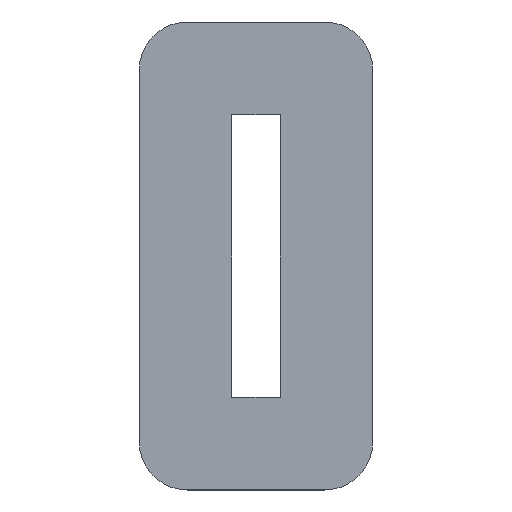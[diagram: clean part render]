
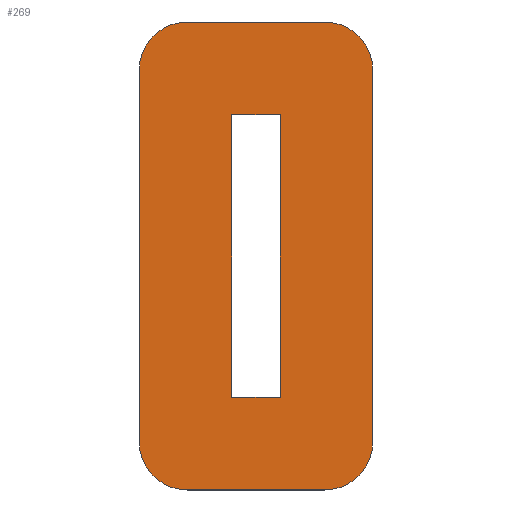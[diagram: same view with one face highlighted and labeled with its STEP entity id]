
A CAD part, top view. The second image highlights one B-rep face of the part: STEP entity #269.
In plain terms, the highlighted planar face has unit normal (0, 0, 1).
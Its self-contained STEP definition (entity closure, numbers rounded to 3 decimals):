
#15=FACE_BOUND('',#56,.T.);
#18=CIRCLE('',#292,10.2);
#20=CIRCLE('',#296,10.2);
#22=CIRCLE('',#300,10.2);
#24=CIRCLE('',#304,10.2);
#41=FACE_OUTER_BOUND('',#55,.T.);
#55=EDGE_LOOP('',(#223,#224,#225,#226,#227,#228,#229,#230));
#56=EDGE_LOOP('',(#231,#232,#233,#234));
#61=LINE('',#389,#89);
#64=LINE('',#395,#92);
#67=LINE('',#401,#95);
#70=LINE('',#405,#98);
#73=LINE('',#413,#101);
#77=LINE('',#425,#105);
#81=LINE('',#437,#109);
#85=LINE('',#449,#113);
#89=VECTOR('',#313,10.);
#92=VECTOR('',#318,10.);
#95=VECTOR('',#323,10.);
#98=VECTOR('',#328,10.);
#101=VECTOR('',#333,10.);
#105=VECTOR('',#345,10.);
#109=VECTOR('',#357,10.);
#113=VECTOR('',#369,10.);
#117=VERTEX_POINT('',#386);
#118=VERTEX_POINT('',#388);
#120=VERTEX_POINT('',#394);
#122=VERTEX_POINT('',#400);
#125=VERTEX_POINT('',#410);
#126=VERTEX_POINT('',#412);
#128=VERTEX_POINT('',#418);
#130=VERTEX_POINT('',#424);
#132=VERTEX_POINT('',#430);
#134=VERTEX_POINT('',#436);
#136=VERTEX_POINT('',#442);
#138=VERTEX_POINT('',#448);
#141=EDGE_CURVE('',#118,#117,#61,.T.);
#144=EDGE_CURVE('',#120,#118,#64,.T.);
#147=EDGE_CURVE('',#122,#120,#67,.T.);
#150=EDGE_CURVE('',#117,#122,#70,.T.);
#153=EDGE_CURVE('',#126,#125,#73,.T.);
#156=EDGE_CURVE('',#128,#126,#18,.T.);
#159=EDGE_CURVE('',#130,#128,#77,.T.);
#162=EDGE_CURVE('',#132,#130,#20,.T.);
#165=EDGE_CURVE('',#134,#132,#81,.T.);
#168=EDGE_CURVE('',#136,#134,#22,.T.);
#171=EDGE_CURVE('',#138,#136,#85,.T.);
#174=EDGE_CURVE('',#125,#138,#24,.T.);
#223=ORIENTED_EDGE('',*,*,#174,.T.);
#224=ORIENTED_EDGE('',*,*,#171,.T.);
#225=ORIENTED_EDGE('',*,*,#168,.T.);
#226=ORIENTED_EDGE('',*,*,#165,.T.);
#227=ORIENTED_EDGE('',*,*,#162,.T.);
#228=ORIENTED_EDGE('',*,*,#159,.T.);
#229=ORIENTED_EDGE('',*,*,#156,.T.);
#230=ORIENTED_EDGE('',*,*,#153,.T.);
#231=ORIENTED_EDGE('',*,*,#150,.T.);
#232=ORIENTED_EDGE('',*,*,#147,.T.);
#233=ORIENTED_EDGE('',*,*,#144,.T.);
#234=ORIENTED_EDGE('',*,*,#141,.T.);
#255=PLANE('',#305);
#269=ADVANCED_FACE('',(#41,#15),#255,.T.);
#292=AXIS2_PLACEMENT_3D('',#419,#339,#340);
#296=AXIS2_PLACEMENT_3D('',#431,#351,#352);
#300=AXIS2_PLACEMENT_3D('',#443,#363,#364);
#304=AXIS2_PLACEMENT_3D('',#453,#375,#376);
#305=AXIS2_PLACEMENT_3D('',#454,#377,#378);
#313=DIRECTION('',(-1.,0.,0.));
#318=DIRECTION('',(0.,-1.,0.));
#323=DIRECTION('',(1.,0.,0.));
#328=DIRECTION('',(0.,1.,0.));
#333=DIRECTION('',(0.,-1.,0.));
#339=DIRECTION('center_axis',(0.,0.,1.));
#340=DIRECTION('ref_axis',(0.,1.,0.));
#345=DIRECTION('',(-1.,0.,0.));
#351=DIRECTION('center_axis',(0.,0.,1.));
#352=DIRECTION('ref_axis',(1.,0.,0.));
#357=DIRECTION('',(0.,1.,0.));
#363=DIRECTION('center_axis',(0.,0.,1.));
#364=DIRECTION('ref_axis',(0.,-1.,0.));
#369=DIRECTION('',(1.,0.,0.));
#375=DIRECTION('center_axis',(0.,0.,1.));
#376=DIRECTION('ref_axis',(-1.,0.,0.));
#377=DIRECTION('center_axis',(0.,0.,1.));
#378=DIRECTION('ref_axis',(1.,0.,0.));
#386=CARTESIAN_POINT('',(-29.9,-29.9,3.05));
#388=CARTESIAN_POINT('',(-19.7,-29.9,3.05));
#389=CARTESIAN_POINT('',(-29.9,-29.9,3.05));
#394=CARTESIAN_POINT('',(-19.7,29.9,3.05));
#395=CARTESIAN_POINT('',(-19.7,-29.9,3.05));
#400=CARTESIAN_POINT('',(-29.9,29.9,3.05));
#401=CARTESIAN_POINT('',(-19.7,29.9,3.05));
#405=CARTESIAN_POINT('',(-29.9,29.9,3.05));
#410=CARTESIAN_POINT('',(-49.5,-39.3,3.05));
#412=CARTESIAN_POINT('',(-49.5,39.3,3.05));
#413=CARTESIAN_POINT('',(-49.5,39.3,3.05));
#418=CARTESIAN_POINT('',(-39.3,49.5,3.05));
#419=CARTESIAN_POINT('Origin',(-39.3,39.3,3.05));
#424=CARTESIAN_POINT('',(-10.3,49.5,3.05));
#425=CARTESIAN_POINT('',(-10.3,49.5,3.05));
#430=CARTESIAN_POINT('',(-0.1,39.3,3.05));
#431=CARTESIAN_POINT('Origin',(-10.3,39.3,3.05));
#436=CARTESIAN_POINT('',(-0.1,-39.3,3.05));
#437=CARTESIAN_POINT('',(-0.1,-39.3,3.05));
#442=CARTESIAN_POINT('',(-10.3,-49.5,3.05));
#443=CARTESIAN_POINT('Origin',(-10.3,-39.3,3.05));
#448=CARTESIAN_POINT('',(-39.3,-49.5,3.05));
#449=CARTESIAN_POINT('',(-39.3,-49.5,3.05));
#453=CARTESIAN_POINT('Origin',(-39.3,-39.3,3.05));
#454=CARTESIAN_POINT('Origin',(-24.8,0.,3.05));
